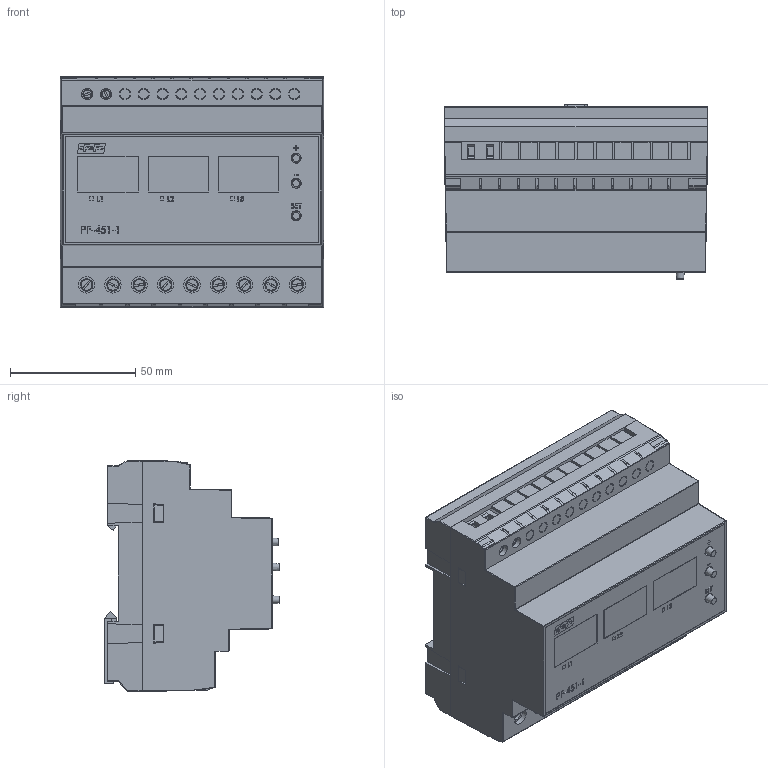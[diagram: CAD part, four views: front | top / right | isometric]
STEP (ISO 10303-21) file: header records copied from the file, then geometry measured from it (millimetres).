
FILE_DESCRIPTION(('STEP AP242'), '1');
FILE_NAME('PF-451-1 ñáîðêà', '', ('UNSPECIFIED'), ('UNSPECIFIED'), 'C3D Converter', 'C3D Toolkit', '');
FILE_SCHEMA(('AP242_MANAGED_MODEL_BASED_3D_ENGINEERING_MIM_LF { 1 0 10303 442 1 1 4 }'));
Length unit declared in the file: millimetre
Assembly tree (17 placements, depth 3):
  (unnamed)
    (unnamed)
    (unnamed)
      (unnamed)
    (unnamed)
    (unnamed)  x3
    (unnamed)
    (unnamed)
      (unnamed)  x2
    (unnamed)  x3
      (unnamed)
Bounding box: 105 x 69.84 x 92 mm (x, y, z)
Volume: 107106.9 mm3; surface area: 109406 mm2
Topology: 34 solids, 34 shells, 1595 faces, 4190 edges, 2734 vertices
Faces by surface type: plane 1123, cylinder 268, extrusion 122, torus 42, cone 20, bspline 12, sphere 8
Full cylindrical faces by diameter (mm): 1 x12, 2 x2, 2.3 x9, 3.5 x2, 4 x3, 4.5 x14, 5 x9, 6.5 x9
Entity records: 44912 total; most frequent: CARTESIAN_POINT 9169, ORIENTED_EDGE 6958, DIRECTION 6062, EDGE_CURVE 3479, VECTOR 2852, LINE 2730, VERTEX_POINT 2312, AXIS2_PLACEMENT_3D 1605
